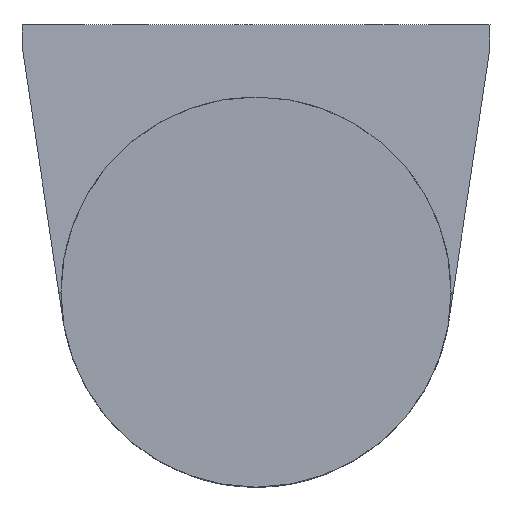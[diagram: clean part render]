
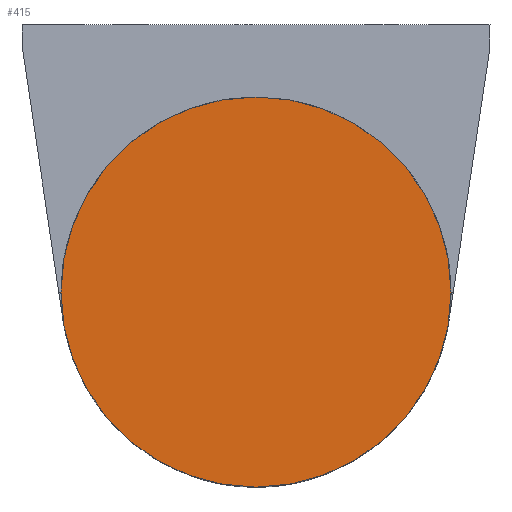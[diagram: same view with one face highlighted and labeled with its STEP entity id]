
A CAD part, top view. The second image highlights one B-rep face of the part: STEP entity #415.
In plain terms, the highlighted planar face has unit normal (0, 0, 1).
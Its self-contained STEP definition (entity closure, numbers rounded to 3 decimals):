
#200=PLANE('',#1475);
#415=ADVANCED_FACE('',(#477),#200,.T.);
#477=FACE_OUTER_BOUND('',#555,.T.);
#555=EDGE_LOOP('',(#1004));
#1004=ORIENTED_EDGE('',*,*,#1238,.T.);
#1071=VERTEX_POINT('',#2173);
#1238=EDGE_CURVE('',#1071,#1071,#1367,.T.);
#1367=CIRCLE('',#1411,35.);
#1411=AXIS2_PLACEMENT_3D('',#2172,#1528,#1529);
#1475=AXIS2_PLACEMENT_3D('',#7854,#1703,#1704);
#1528=DIRECTION('',(0.,0.,1.));
#1529=DIRECTION('',(1.,0.,0.));
#1703=DIRECTION('',(0.,0.,1.));
#1704=DIRECTION('',(-1.,0.,0.));
#2172=CARTESIAN_POINT('',(0.,0.,20.5));
#2173=CARTESIAN_POINT('',(35.,0.,20.5));
#7854=CARTESIAN_POINT('',(0.,0.,20.5));
